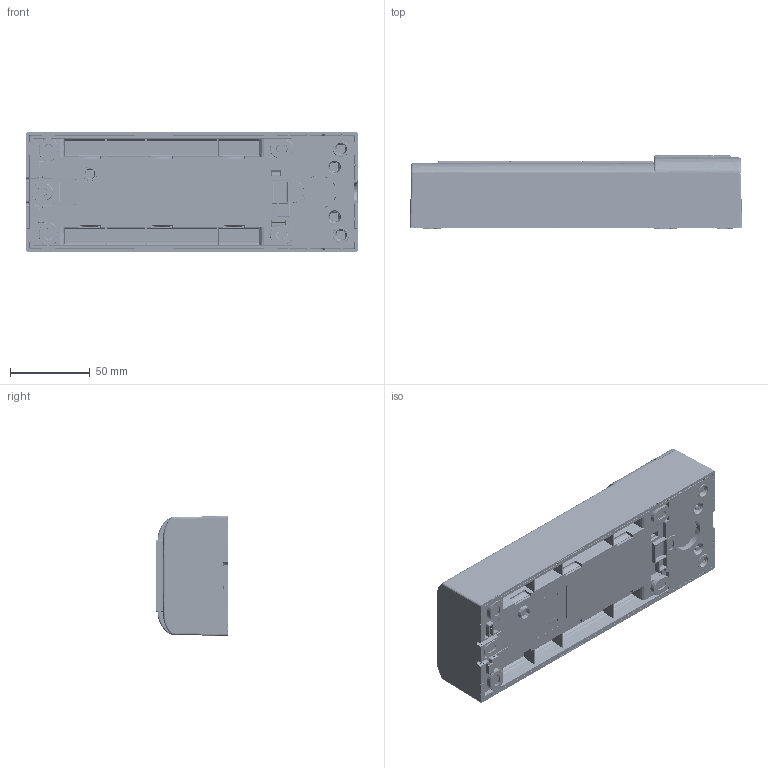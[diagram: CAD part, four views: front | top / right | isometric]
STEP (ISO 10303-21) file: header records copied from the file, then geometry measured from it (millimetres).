
FILE_DESCRIPTION(('CATIA V5 STEP Exchange','CAx-IF Rec.Pracs.--- Model Styling and Organization---1.5--- 2016-08-15','CAx-IF Rec.Pracs.---Supplemental Geometry---1.0---2011-11-01','CAx-IF Rec.Pracs.--- Composite Materials ---1.1---2010-07-15'),'2;1');
FILE_NAME('050609.stp','2026-02-13T16:31:47+00:00',('none'),('none'),'CATIA Version 5-6 Release 2024 SP3','CATIA V5 STEP AP214 v3','none');
FILE_SCHEMA(('AUTOMOTIVE_DESIGN { 1 0 10303 214 1 1 1 1 }'));
Products named in the file (20): 050609; 08093; moteur_ss_bor; 07974-MO1; 08386_PRT; 07967_PRT; 14989; 09433_PRT; moteur_ss_bor.1; 07974-MO2; 122091355; 08261; GE00073_A; 05022; 09942; 08094_3; 104213303; 08258_A; 08557_PRT; 104316037
Assembly tree (38 placements, depth 3):
  050609
    08093
    moteur_ss_bor
      07974-MO1
      08386_PRT
      07967_PRT  x2
      14989  x3
      09433_PRT  x3
    moteur_ss_bor.1  x2
      07974-MO2
      08386_PRT
      07967_PRT
    122091355  x3
      08261
      GE00073_A
      05022
      09942
    08094_3
    104213303  x5
    08258_A
    08557_PRT
    104316037  x5
Bounding box: 207.7 x 45.6 x 75 mm (x, y, z)
Volume: 174732.2 mm3; surface area: 227872.3 mm2
Topology: 44 solids, 44 shells, 8104 faces, 22264 edges, 14262 vertices
Faces by surface type: plane 3958, bspline 3155, cylinder 642, cone 174, torus 144, sphere 30, extrusion 1
Entity records: 201518 total; most frequent: CARTESIAN_POINT 94946, ORIENTED_EDGE 27710, DIRECTION 14498, EDGE_CURVE 13855, VERTEX_POINT 8895, VECTOR 7199, LINE 7198, EDGE_LOOP 5248
